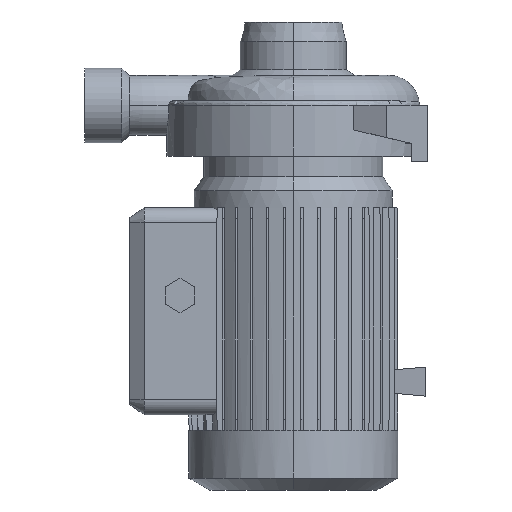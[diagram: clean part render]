
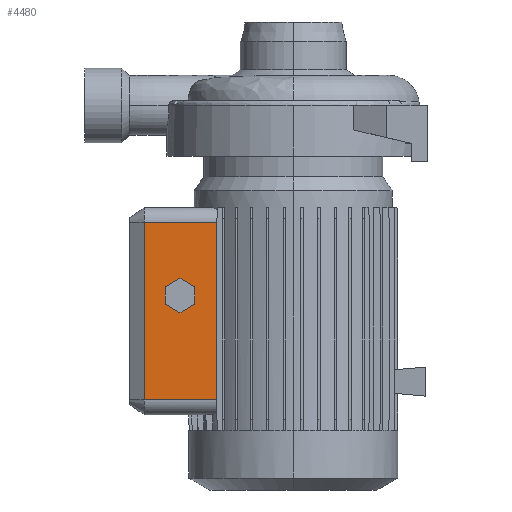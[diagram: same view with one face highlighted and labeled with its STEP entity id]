
A CAD part, left-side view. The second image highlights one B-rep face of the part: STEP entity #4480.
In plain terms, the highlighted planar face has unit normal (-1, 0, 0).
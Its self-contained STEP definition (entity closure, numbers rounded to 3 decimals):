
#250 = VECTOR ( 'NONE', #2644, 1000. ) ;
#585 = CARTESIAN_POINT ( 'NONE',  ( -47.5, 86., -121.726 ) ) ;
#765 = VERTEX_POINT ( 'NONE', #6761 ) ;
#997 = EDGE_CURVE ( 'NONE', #2403, #3600, #4534, .T. ) ;
#1041 = VECTOR ( 'NONE', #5725, 1000. ) ;
#1225 = CARTESIAN_POINT ( 'NONE',  ( -47.5, 76., -139.047 ) ) ;
#1276 = CARTESIAN_POINT ( 'NONE',  ( -47.5, 100., -197.5 ) ) ;
#1400 = CARTESIAN_POINT ( 'NONE',  ( -47.5, 76., -115.953 ) ) ;
#1579 = CARTESIAN_POINT ( 'NONE',  ( -47.5, 66., -133.274 ) ) ;
#1591 = LINE ( 'NONE', #7290, #8919 ) ;
#1671 = ORIENTED_EDGE ( 'NONE', *, *, #2672, .T. ) ;
#1757 = CARTESIAN_POINT ( 'NONE',  ( -47.5, 110., -197.5 ) ) ;
#1784 = VECTOR ( 'NONE', #11494, 1000. ) ;
#1926 = CARTESIAN_POINT ( 'NONE',  ( -47.5, 110., -78.5 ) ) ;
#1956 = EDGE_CURVE ( 'NONE', #3600, #11195, #8680, .T. ) ;
#2038 = VECTOR ( 'NONE', #11022, 1000. ) ;
#2204 = VECTOR ( 'NONE', #12063, 1000. ) ;
#2264 = LINE ( 'NONE', #10605, #10892 ) ;
#2292 = CARTESIAN_POINT ( 'NONE',  ( -47.5, 86., -121.726 ) ) ;
#2304 = ORIENTED_EDGE ( 'NONE', *, *, #997, .T. ) ;
#2343 = CARTESIAN_POINT ( 'NONE',  ( -47.5, 51.174, -197.5 ) ) ;
#2403 = VERTEX_POINT ( 'NONE', #2292 ) ;
#2644 = DIRECTION ( 'NONE',  ( 0., 0.866, -0.5 ) ) ;
#2672 = EDGE_CURVE ( 'NONE', #9879, #765, #4366, .T. ) ;
#3046 = ORIENTED_EDGE ( 'NONE', *, *, #7978, .T. ) ;
#3419 = EDGE_CURVE ( 'NONE', #765, #10366, #5506, .T. ) ;
#3478 = CARTESIAN_POINT ( 'NONE',  ( -47.5, 51.174, -78.5 ) ) ;
#3600 = VERTEX_POINT ( 'NONE', #1400 ) ;
#3872 = PLANE ( 'NONE',  #11149 ) ;
#3931 = FACE_OUTER_BOUND ( 'NONE', #6754, .T. ) ;
#3958 = LINE ( 'NONE', #7726, #1784 ) ;
#4169 = ORIENTED_EDGE ( 'NONE', *, *, #8251, .F. ) ;
#4347 = LINE ( 'NONE', #1926, #2038 ) ;
#4366 = LINE ( 'NONE', #1579, #250 ) ;
#4480 = ADVANCED_FACE ( 'NONE', ( #5730, #3931 ), #3872, .F. ) ;
#4534 = LINE ( 'NONE', #585, #2204 ) ;
#5007 = ORIENTED_EDGE ( 'NONE', *, *, #9317, .T. ) ;
#5070 = DIRECTION ( 'NONE',  ( 0., 0.866, 0.5 ) ) ;
#5115 = LINE ( 'NONE', #11475, #10672 ) ;
#5121 = ORIENTED_EDGE ( 'NONE', *, *, #9870, .T. ) ;
#5506 = LINE ( 'NONE', #1225, #8978 ) ;
#5725 = DIRECTION ( 'NONE',  ( 0., -0.866, -0.5 ) ) ;
#5730 = FACE_BOUND ( 'NONE', #7410, .T. ) ;
#5980 = LINE ( 'NONE', #1276, #10327 ) ;
#6044 = ORIENTED_EDGE ( 'NONE', *, *, #11933, .T. ) ;
#6663 = DIRECTION ( 'NONE',  ( 1., 0., 0. ) ) ;
#6754 = EDGE_LOOP ( 'NONE', ( #4169, #10451, #6044, #5121 ) ) ;
#6761 = CARTESIAN_POINT ( 'NONE',  ( -47.5, 76., -139.047 ) ) ;
#7290 = CARTESIAN_POINT ( 'NONE',  ( -47.5, 66., -121.726 ) ) ;
#7378 = VERTEX_POINT ( 'NONE', #3478 ) ;
#7410 = EDGE_LOOP ( 'NONE', ( #5007, #1671, #9599, #3046, #2304, #11676 ) ) ;
#7525 = CARTESIAN_POINT ( 'NONE',  ( -47.5, 100., -78.5 ) ) ;
#7726 = CARTESIAN_POINT ( 'NONE',  ( -47.5, 86., -133.274 ) ) ;
#7978 = EDGE_CURVE ( 'NONE', #10366, #2403, #3958, .T. ) ;
#8122 = VERTEX_POINT ( 'NONE', #7525 ) ;
#8251 = EDGE_CURVE ( 'NONE', #7378, #11484, #5115, .T. ) ;
#8680 = LINE ( 'NONE', #10415, #1041 ) ;
#8818 = CARTESIAN_POINT ( 'NONE',  ( -47.5, 66., -133.274 ) ) ;
#8874 = CARTESIAN_POINT ( 'NONE',  ( -47.5, 100., -197.5 ) ) ;
#8919 = VECTOR ( 'NONE', #12097, 1000. ) ;
#8978 = VECTOR ( 'NONE', #5070, 1000. ) ;
#9317 = EDGE_CURVE ( 'NONE', #11195, #9879, #1591, .T. ) ;
#9599 = ORIENTED_EDGE ( 'NONE', *, *, #3419, .T. ) ;
#9745 = DIRECTION ( 'NONE',  ( 0., -1., 0. ) ) ;
#9870 = EDGE_CURVE ( 'NONE', #10819, #11484, #2264, .T. ) ;
#9879 = VERTEX_POINT ( 'NONE', #8818 ) ;
#10288 = DIRECTION ( 'NONE',  ( 0., 0., -1. ) ) ;
#10327 = VECTOR ( 'NONE', #11649, 1000. ) ;
#10366 = VERTEX_POINT ( 'NONE', #10883 ) ;
#10415 = CARTESIAN_POINT ( 'NONE',  ( -47.5, 76., -115.953 ) ) ;
#10451 = ORIENTED_EDGE ( 'NONE', *, *, #10929, .F. ) ;
#10605 = CARTESIAN_POINT ( 'NONE',  ( -47.5, 110., -197.5 ) ) ;
#10672 = VECTOR ( 'NONE', #11545, 1000. ) ;
#10819 = VERTEX_POINT ( 'NONE', #8874 ) ;
#10883 = CARTESIAN_POINT ( 'NONE',  ( -47.5, 86., -133.274 ) ) ;
#10892 = VECTOR ( 'NONE', #9745, 1000. ) ;
#10929 = EDGE_CURVE ( 'NONE', #8122, #7378, #4347, .T. ) ;
#11022 = DIRECTION ( 'NONE',  ( 0., -1., 0. ) ) ;
#11051 = CARTESIAN_POINT ( 'NONE',  ( -47.5, 66., -121.726 ) ) ;
#11149 = AXIS2_PLACEMENT_3D ( 'NONE', #1757, #6663, #10288 ) ;
#11195 = VERTEX_POINT ( 'NONE', #11051 ) ;
#11475 = CARTESIAN_POINT ( 'NONE',  ( -47.5, 51.174, -197.5 ) ) ;
#11484 = VERTEX_POINT ( 'NONE', #2343 ) ;
#11494 = DIRECTION ( 'NONE',  ( 0., 0., 1. ) ) ;
#11545 = DIRECTION ( 'NONE',  ( 0., 0., -1. ) ) ;
#11649 = DIRECTION ( 'NONE',  ( 0., 0., -1. ) ) ;
#11676 = ORIENTED_EDGE ( 'NONE', *, *, #1956, .T. ) ;
#11933 = EDGE_CURVE ( 'NONE', #8122, #10819, #5980, .T. ) ;
#12063 = DIRECTION ( 'NONE',  ( 0., -0.866, 0.5 ) ) ;
#12097 = DIRECTION ( 'NONE',  ( 0., 0., -1. ) ) ;
